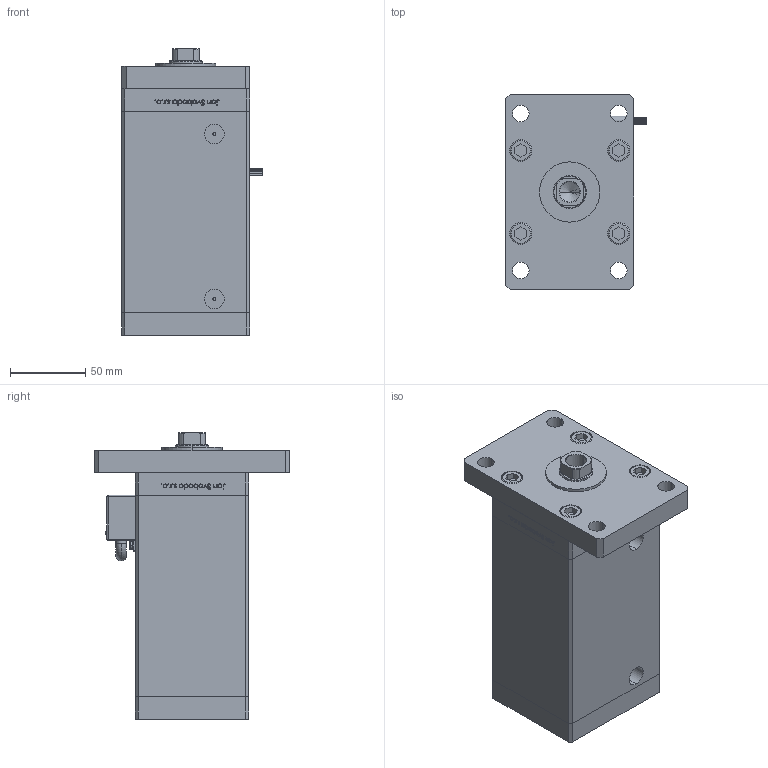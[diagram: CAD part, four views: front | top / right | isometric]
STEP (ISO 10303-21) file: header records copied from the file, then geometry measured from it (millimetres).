
FILE_DESCRIPTION (( 'STEP AP203' ), '1' );
FILE_NAME ('cb21.STEP', '2024-01-08T16:44:08', ( '' ), ( '' ), 'SwSTEP 2.0', 'SolidWorks 2019', '' );
FILE_SCHEMA (( 'CONFIG_CONTROL_DESIGN' ));
Length unit declared in the file: millimetre
Products named in the file (8): ALLEN BOLT 300f8a3215fca83424b0a70a096ff1ba; V220C BACK_F 300f8a3215fca83424b0a70a096ff1ba; cb21; V220C_FRONT_F 300f8a3215fca83424b0a70a096ff1ba; V220C_F 300f8a3215fca83424b0a70a096ff1ba; V220C_F_MIDDLE 300f8a3215fca83424b0a70a096ff1ba; Magnetic_Switch_MSU4 300f8a3215fca83424b0a70a096ff1ba; V220C_VC_F 300f8a3215fca83424b0a70a096ff1ba
Assembly tree (20 placements, depth 2):
  cb21
    V220C BACK_F 300f8a3215fca83424b0a70a096ff1ba
    V220C_F_MIDDLE 300f8a3215fca83424b0a70a096ff1ba
    V220C_FRONT_F 300f8a3215fca83424b0a70a096ff1ba
    V220C_F 300f8a3215fca83424b0a70a096ff1ba
    Magnetic_Switch_MSU4 300f8a3215fca83424b0a70a096ff1ba
    ALLEN BOLT 300f8a3215fca83424b0a70a096ff1ba  x14
    V220C_VC_F 300f8a3215fca83424b0a70a096ff1ba
Bounding box: 93.3 x 130 x 190 mm (x, y, z)
Volume: 1104577.8 mm3; surface area: 196536.1 mm2
Topology: 20 solids, 21 shells, 1412 faces, 3472 edges, 2256 vertices
Faces by surface type: plane 556, bspline 484, cylinder 232, torus 64, cone 64, sphere 12
Entity records: 56634 total; most frequent: CARTESIAN_POINT 31009, ORIENTED_EDGE 5728, DIRECTION 3616, EDGE_CURVE 2864, VERTEX_POINT 1892, VECTOR 1474, LINE 1474, EDGE_LOOP 1328
